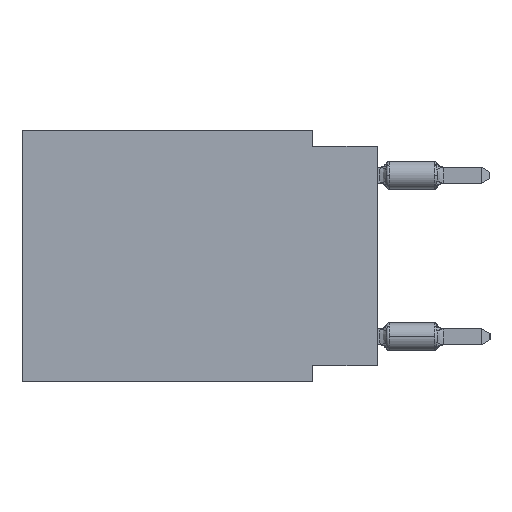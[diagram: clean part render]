
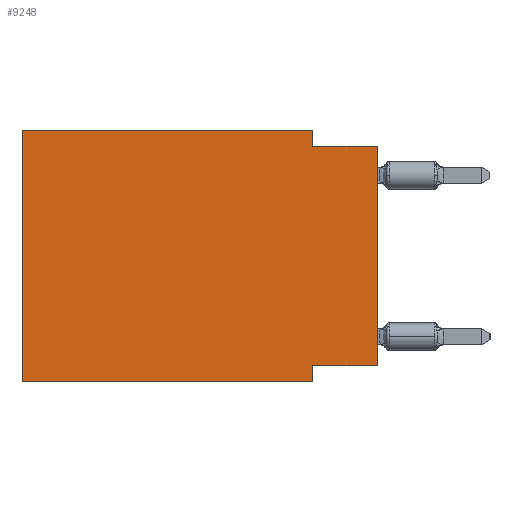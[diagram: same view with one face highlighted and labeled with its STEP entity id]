
A CAD part, left-side view. The second image highlights one B-rep face of the part: STEP entity #9248.
In plain terms, the highlighted planar face has unit normal (-1, 0, 0).
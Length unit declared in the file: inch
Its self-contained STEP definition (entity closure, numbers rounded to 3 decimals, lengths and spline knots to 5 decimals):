
#664 = VERTEX_POINT ( 'NONE', #5781 ) ;
#702 = EDGE_CURVE ( 'NONE', #14914, #9416, #16706, .T. ) ;
#976 = VECTOR ( 'NONE', #30428, 39.37008 ) ;
#1648 = ORIENTED_EDGE ( 'NONE', *, *, #18451, .F. ) ;
#2346 = VECTOR ( 'NONE', #14017, 39.37008 ) ;
#2702 = VERTEX_POINT ( 'NONE', #25388 ) ;
#2704 = DIRECTION ( 'NONE',  ( 0., -1., 0. ) ) ;
#3791 = CARTESIAN_POINT ( 'NONE',  ( 0., 0., -0.365 ) ) ;
#4238 = VECTOR ( 'NONE', #5034, 39.37008 ) ;
#4716 = EDGE_CURVE ( 'NONE', #9416, #34658, #27051, .T. ) ;
#4951 = AXIS2_PLACEMENT_3D ( 'NONE', #32652, #35152, #15987 ) ;
#5034 = DIRECTION ( 'NONE',  ( 0., 0., 1. ) ) ;
#5511 = CARTESIAN_POINT ( 'NONE',  ( 0., 0.1, -0.025 ) ) ;
#5672 = VECTOR ( 'NONE', #7803, 39.37008 ) ;
#5713 = EDGE_LOOP ( 'NONE', ( #28958, #1648, #26002, #10283, #16114, #7111, #22642, #32324 ) ) ;
#5781 = CARTESIAN_POINT ( 'NONE',  ( 0., 0.1, -0.365 ) ) ;
#7111 = ORIENTED_EDGE ( 'NONE', *, *, #12048, .T. ) ;
#7803 = DIRECTION ( 'NONE',  ( 0., 0., -1. ) ) ;
#8008 = CARTESIAN_POINT ( 'NONE',  ( 0., 0., -0.365 ) ) ;
#8239 = VECTOR ( 'NONE', #2704, 39.37008 ) ;
#8279 = VERTEX_POINT ( 'NONE', #3791 ) ;
#9248 = ADVANCED_FACE ( 'NONE', ( #27274 ), #10803, .F. ) ;
#9412 = DIRECTION ( 'NONE',  ( 0., -1., 0. ) ) ;
#9416 = VERTEX_POINT ( 'NONE', #25283 ) ;
#10283 = ORIENTED_EDGE ( 'NONE', *, *, #4716, .F. ) ;
#10390 = CARTESIAN_POINT ( 'NONE',  ( 0., 0., -0.025 ) ) ;
#10473 = CARTESIAN_POINT ( 'NONE',  ( 0., 0.1, 0. ) ) ;
#10502 = LINE ( 'NONE', #8008, #17792 ) ;
#10803 = PLANE ( 'NONE',  #4951 ) ;
#12048 = EDGE_CURVE ( 'NONE', #14914, #18821, #23556, .T. ) ;
#14017 = DIRECTION ( 'NONE',  ( 0., 0., 1. ) ) ;
#14276 = EDGE_CURVE ( 'NONE', #8279, #664, #10502, .T. ) ;
#14914 = VERTEX_POINT ( 'NONE', #25616 ) ;
#15461 = VECTOR ( 'NONE', #24342, 39.37008 ) ;
#15987 = DIRECTION ( 'NONE',  ( 0., 0., -1. ) ) ;
#16114 = ORIENTED_EDGE ( 'NONE', *, *, #702, .F. ) ;
#16366 = LINE ( 'NONE', #10473, #5672 ) ;
#16706 = LINE ( 'NONE', #27626, #2346 ) ;
#17072 = CARTESIAN_POINT ( 'NONE',  ( 0., 0.1, 0. ) ) ;
#17560 = EDGE_CURVE ( 'NONE', #34658, #24155, #16366, .T. ) ;
#17792 = VECTOR ( 'NONE', #19071, 39.37008 ) ;
#18451 = EDGE_CURVE ( 'NONE', #24155, #2702, #21647, .T. ) ;
#18821 = VERTEX_POINT ( 'NONE', #35357 ) ;
#19071 = DIRECTION ( 'NONE',  ( 0., 1., 0. ) ) ;
#19136 = LINE ( 'NONE', #24345, #976 ) ;
#21647 = LINE ( 'NONE', #10390, #15461 ) ;
#22642 = ORIENTED_EDGE ( 'NONE', *, *, #30076, .F. ) ;
#23375 = CARTESIAN_POINT ( 'NONE',  ( 0., 0.55, -0.39 ) ) ;
#23556 = LINE ( 'NONE', #23375, #33119 ) ;
#24015 = LINE ( 'NONE', #26711, #4238 ) ;
#24155 = VERTEX_POINT ( 'NONE', #5511 ) ;
#24342 = DIRECTION ( 'NONE',  ( 0., -1., 0. ) ) ;
#24345 = CARTESIAN_POINT ( 'NONE',  ( 0., 0.1, -0.39 ) ) ;
#25283 = CARTESIAN_POINT ( 'NONE',  ( 0., 0.55, 0. ) ) ;
#25388 = CARTESIAN_POINT ( 'NONE',  ( 0., 0., -0.025 ) ) ;
#25450 = EDGE_CURVE ( 'NONE', #8279, #2702, #24015, .T. ) ;
#25616 = CARTESIAN_POINT ( 'NONE',  ( 0., 0.55, -0.39 ) ) ;
#26002 = ORIENTED_EDGE ( 'NONE', *, *, #17560, .F. ) ;
#26711 = CARTESIAN_POINT ( 'NONE',  ( 0., 0., 0. ) ) ;
#27051 = LINE ( 'NONE', #27223, #8239 ) ;
#27223 = CARTESIAN_POINT ( 'NONE',  ( 0., 0.55, 0. ) ) ;
#27274 = FACE_OUTER_BOUND ( 'NONE', #5713, .T. ) ;
#27626 = CARTESIAN_POINT ( 'NONE',  ( 0., 0.55, 0. ) ) ;
#28958 = ORIENTED_EDGE ( 'NONE', *, *, #25450, .T. ) ;
#30076 = EDGE_CURVE ( 'NONE', #664, #18821, #19136, .T. ) ;
#30428 = DIRECTION ( 'NONE',  ( 0., 0., -1. ) ) ;
#32324 = ORIENTED_EDGE ( 'NONE', *, *, #14276, .F. ) ;
#32652 = CARTESIAN_POINT ( 'NONE',  ( 0., 0.55, 0. ) ) ;
#33119 = VECTOR ( 'NONE', #9412, 39.37008 ) ;
#34658 = VERTEX_POINT ( 'NONE', #17072 ) ;
#35152 = DIRECTION ( 'NONE',  ( 1., 0., 0. ) ) ;
#35357 = CARTESIAN_POINT ( 'NONE',  ( 0., 0.1, -0.39 ) ) ;
